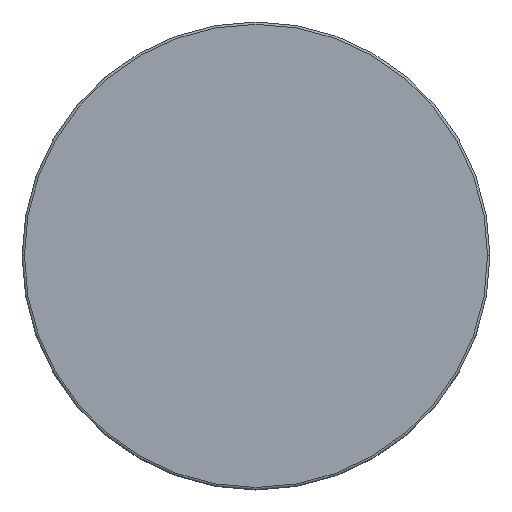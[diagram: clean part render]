
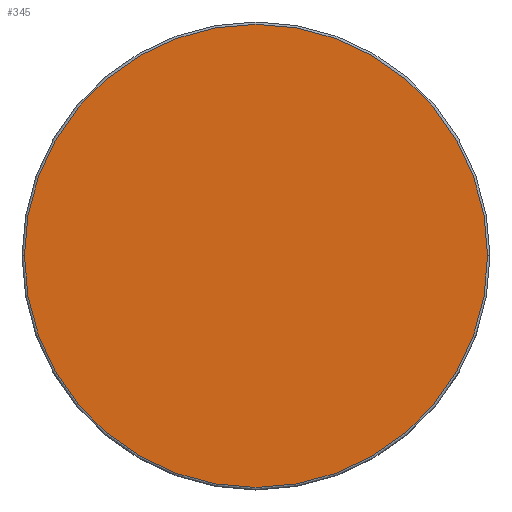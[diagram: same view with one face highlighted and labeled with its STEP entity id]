
A CAD part, top view. The second image highlights one B-rep face of the part: STEP entity #345.
In plain terms, the highlighted planar face has unit normal (0, 0, 1).
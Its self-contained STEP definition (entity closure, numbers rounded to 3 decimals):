
#74=CARTESIAN_POINT('',(0.,0.,10.));
#75=DIRECTION('',(0.,0.,1.));
#76=DIRECTION('',(1.,0.,0.));
#77=AXIS2_PLACEMENT_3D('',#74,#75,#76);
#79=CARTESIAN_POINT('',(0.,0.,10.));
#80=DIRECTION('',(0.,0.,1.));
#81=DIRECTION('',(-1.,0.,0.));
#82=AXIS2_PLACEMENT_3D('',#79,#80,#81);
#326=CARTESIAN_POINT('',(19.8,0.,10.));
#327=CARTESIAN_POINT('',(-19.8,0.,10.));
#328=VERTEX_POINT('',#326);
#329=VERTEX_POINT('',#327);
#334=CARTESIAN_POINT('',(0.,0.,10.));
#335=DIRECTION('',(0.,0.,1.));
#336=DIRECTION('',(1.,0.,0.));
#337=AXIS2_PLACEMENT_3D('',#334,#335,#336);
#338=PLANE('',#337);
#340=ORIENTED_EDGE('',*,*,#339,.F.);
#342=ORIENTED_EDGE('',*,*,#341,.F.);
#343=EDGE_LOOP('',(#340,#342));
#344=FACE_OUTER_BOUND('',#343,.F.);
#345=ADVANCED_FACE('',(#344),#338,.T.);
#78=CIRCLE('',#77,19.8);
#83=CIRCLE('',#82,19.8);
#339=EDGE_CURVE('',#328,#329,#78,.T.);
#341=EDGE_CURVE('',#329,#328,#83,.T.);
